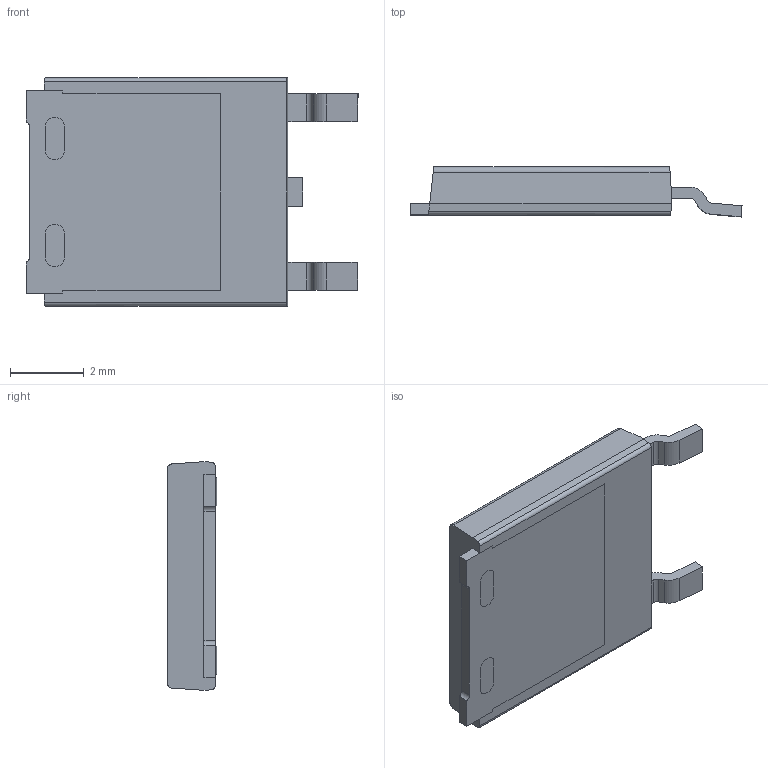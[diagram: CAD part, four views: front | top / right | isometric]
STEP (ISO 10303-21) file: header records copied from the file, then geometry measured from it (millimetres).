
FILE_DESCRIPTION (( 'STEP AP214' ), '1' );
FILE_NAME ('SlimDpak.STEP', '2016-10-08T04:31:30', ( 'Vishay' ), ( '' ), 'SwSTEP 2.0', 'SolidWorks 2015', '' );
FILE_SCHEMA (( 'AUTOMOTIVE_DESIGN' ));
Length unit declared in the file: millimetre
Products named in the file (1): SlimDpak
Bounding box: 9 x 1.35 x 6.2 mm (x, y, z)
Volume: 53.6 mm3; surface area: 126 mm2
Topology: 1 solids, 1 shells, 55 faces, 167 edges, 116 vertices
Faces by surface type: plane 41, cylinder 14
Entity records: 2080 total; most frequent: CARTESIAN_POINT 363, ORIENTED_EDGE 334, DIRECTION 299, EDGE_CURVE 167, LINE 131, VECTOR 131, VERTEX_POINT 116, AXIS2_PLACEMENT_3D 84
